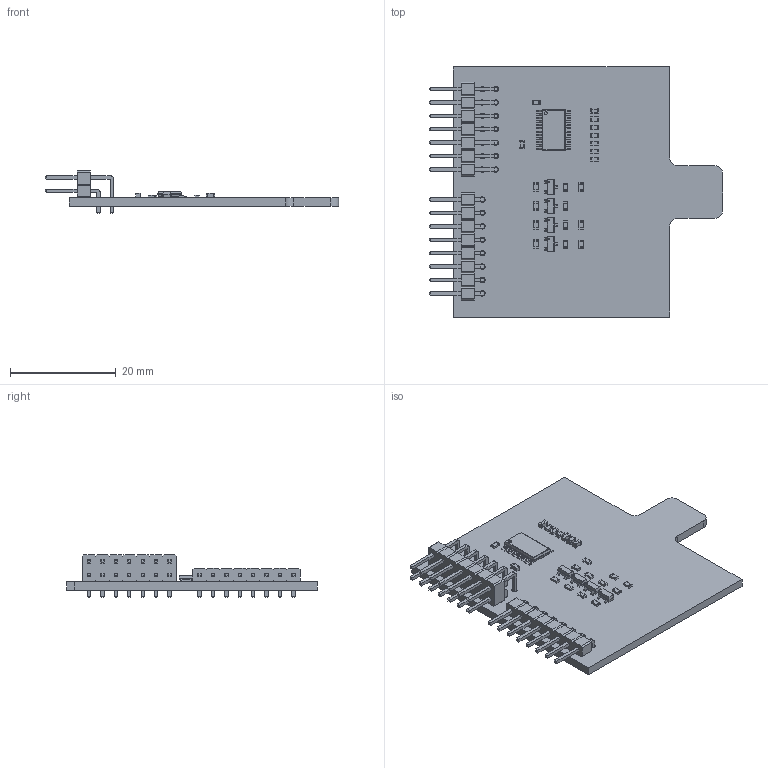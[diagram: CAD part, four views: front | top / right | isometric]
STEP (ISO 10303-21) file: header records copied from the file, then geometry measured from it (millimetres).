
FILE_DESCRIPTION(('KiCad electronic assembly'),'2;1');
FILE_NAME('BLDC_MD_DRV10970.step','2020-07-18T23:35:23',('An Author'),( 'A Company'),'Open CASCADE STEP processor 6.9', 'KiCad to STEP converter','Unknown');
FILE_SCHEMA(('AUTOMOTIVE_DESIGN { 1 0 10303 214 1 1 1 1 }'));
Length unit declared in the file: millimetre
Products named in the file (14): Open CASCADE STEP translator 6.9 1; R_0603_1608Metric; SOLID; BSS138; COMPOUND; PinHeader_1x08_P2.54mm_Horizontal; PinHeader_2x07_P2.54mm_Horizontal; DRV10970PWP; C_0603_1608Metric
Assembly tree (34 placements, depth 3):
  Open CASCADE STEP translator 6.9 1
    R_0603_1608Metric  x15
      SOLID
    BSS138  x4
      COMPOUND
    PinHeader_1x08_P2.54mm_Horizontal
      SOLID
    PinHeader_2x07_P2.54mm_Horizontal
      SOLID
    DRV10970PWP
      COMPOUND
    C_0603_1608Metric  x5
      SOLID
    COMPOUND
Bounding box: 55.54 x 47.5 x 8.08 mm (x, y, z)
Volume: 3789.9 mm3; surface area: 6044.3 mm2
Topology: 65 solids, 65 shells, 1723 faces, 4286 edges, 2752 vertices
Faces by surface type: plane 1342, cylinder 381
Full cylindrical faces by diameter (mm): 0.166 x4, 0.55 x1, 1 x22
Entity records: 70042 total; most frequent: CARTESIAN_POINT 11451, DIRECTION 10191, LINE 7168, VECTOR 7168, ORIENTED_EDGE 5216, PCURVE 5216, DEFINITIONAL_REPRESENTATION 5216, EDGE_CURVE 2608
